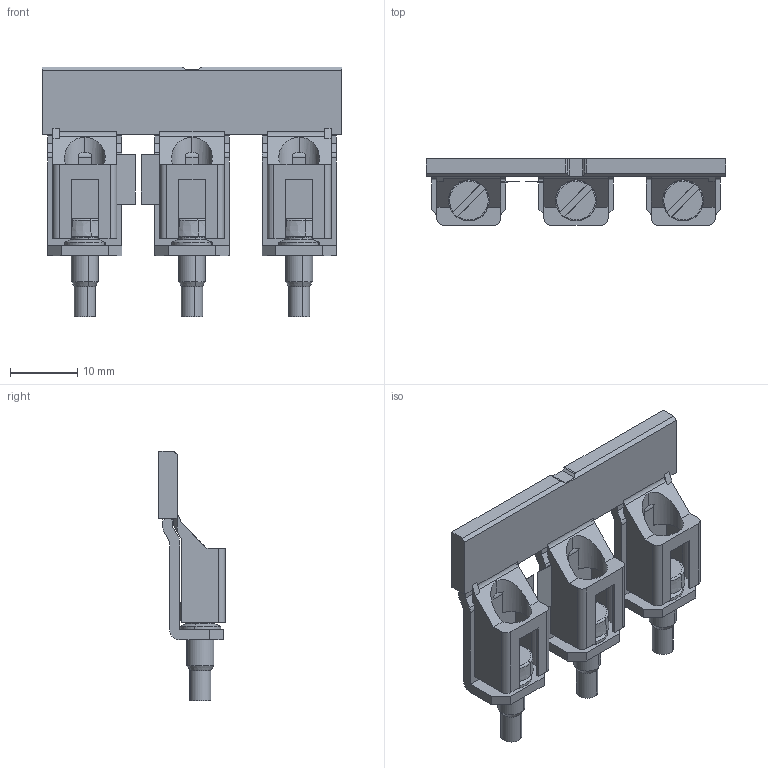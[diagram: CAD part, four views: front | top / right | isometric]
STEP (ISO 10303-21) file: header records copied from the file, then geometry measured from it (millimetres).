
FILE_DESCRIPTION(('CATIA V5 STEP Exchange','CAx-IF Rec.Pracs.--- Model Styling and Organization---1.4--- 2014-01-23'),'2;1');
FILE_NAME ('004739-6_1', '2021-05-28T10:49:26+00:00', ('none'), ('Weidmueller'), 'CATIA Version 5-6 Release 2016 SP3 HF44', 'CATIA V5 STEP AP214', 'none');
FILE_SCHEMA(('AUTOMOTIVE_DESIGN { 1 0 10303 214 1 1 1 1 }'));
Length unit declared in the file: millimetre
Products named in the file (1): WQV 35/3_AllCATPart
Bounding box: 44.4 x 9.85 x 37.1 mm (x, y, z)
Volume: 3745.3 mm3; surface area: 5737.6 mm2
Topology: 10 solids, 10 shells, 293 faces, 776 edges, 500 vertices
Faces by surface type: plane 177, cylinder 68, cone 30, torus 18
Entity records: 8632 total; most frequent: CARTESIAN_POINT 1833, ORIENTED_EDGE 1552, DIRECTION 1108, EDGE_CURVE 776, VECTOR 538, LINE 538, VERTEX_POINT 500, AXIS2_PLACEMENT_3D 386
